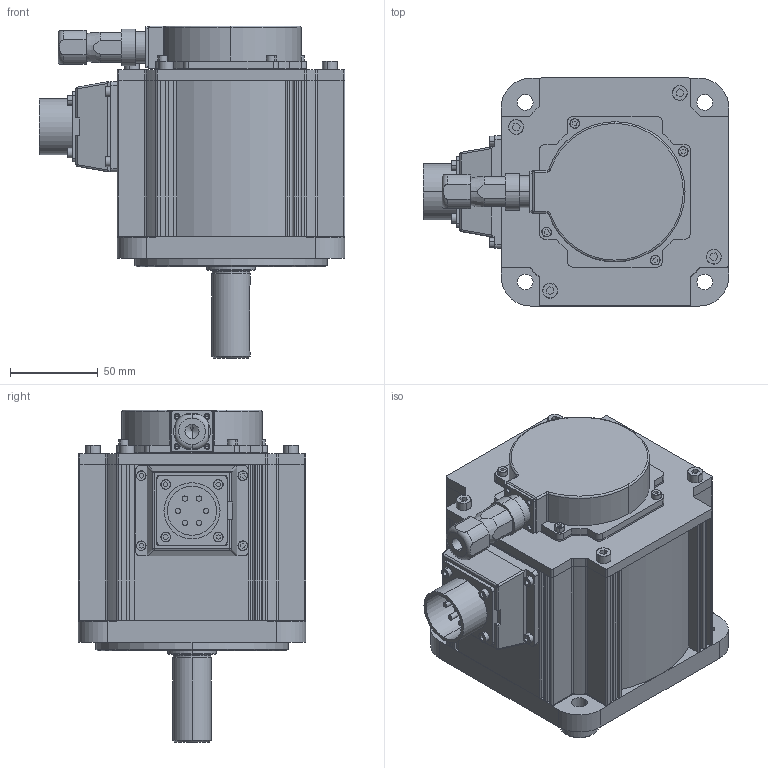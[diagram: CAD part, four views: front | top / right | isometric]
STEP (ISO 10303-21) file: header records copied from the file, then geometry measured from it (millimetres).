
FILE_DESCRIPTION (( 'STEP AP203' ), '1' );
FILE_NAME ('MS5G-130STE-CS07720B-21P5.STEP', '2018-09-03T10:23:04', ( '微软用户' ), ( '微软中国' ), 'SwSTEP 2.0', 'SolidWorks 2015', '' );
FILE_SCHEMA (( 'CONFIG_CONTROL_DESIGN' ));
Length unit declared in the file: millimetre
Products named in the file (26): PCBﾍﾐ; MS5-130ヶ傷裔; 130-1.5转子一（5对级）; 1.5-棠詩; 130-1.5kw-骨架（中惯量）; 迖粣; MS5-130綴傷裔; 130-1.5转子二（5对级）; 晤鎢ん棠詩; 粣創裔; 130-1.5转子三（5对级）; 1.5-蛌粣; GB／T70．1-2000内六角圆柱头螺钉M5×25; 130晤鎢ん裔-棠晤; 雄薯盄瑤脣釱; 雄薯盄瑤脣; MS5G-130STE-CS07720B-21P5; 动力线航插密封垫; GB／T276-94深沟球轴承6204; 晤鎢ん 脣芛; GB／T276-94深沟球轴承6206-2Z; GB／T70．1-2000内六角圆柱头螺钉M3×16; GB／T70．1-2000内六角圆柱头螺钉M3×10; PCB板; MS5-130儂旯; 130-1.5kw-隅赽
Assembly tree (105 placements, depth 2):
  MS5G-130STE-CS07720B-21P5
    MS5-130儂旯
    MS5-130ヶ傷裔
    MS5-130綴傷裔
    粣創裔
    130晤鎢ん裔-棠晤
    雄薯盄瑤脣釱
    雄薯盄瑤脣
    动力线航插密封垫
    晤鎢ん 脣芛
    GB／T70．1-2000内六角圆柱头螺钉M3×10  x6
    130-1.5kw-隅赽  x12
    130-1.5转子一（5对级）
    130-1.5kw-骨架（中惯量）  x24
    130-1.5转子二（5对级）
    130-1.5转子三（5对级）
    1.5-棠詩  x30
    GB／T276-94深沟球轴承6204
    GB／T276-94深沟球轴承6206-2Z
    PCB板
    PCBﾍﾐ
    迖粣
    晤鎢ん棠詩
    1.5-蛌粣
    GB／T70．1-2000内六角圆柱头螺钉M3×16  x6
    GB／T70．1-2000内六角圆柱头螺钉M5×25  x8
Bounding box: 174.5 x 130 x 189.5 mm (x, y, z)
Volume: 1208546.1 mm3; surface area: 598358 mm2
Topology: 105 solids, 105 shells, 3712 faces, 10008 edges, 6562 vertices
Faces by surface type: plane 2087, cylinder 1182, torus 167, sphere 140, cone 136
Entity records: 69686 total; most frequent: CARTESIAN_POINT 16666, DIRECTION 10496, ORIENTED_EDGE 9898, EDGE_CURVE 4949, AXIS2_PLACEMENT_3D 4132, VERTEX_POINT 3250, LINE 2232, VECTOR 2232
